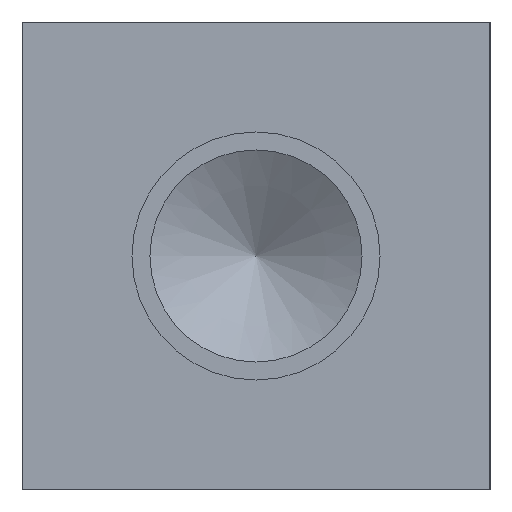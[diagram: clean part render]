
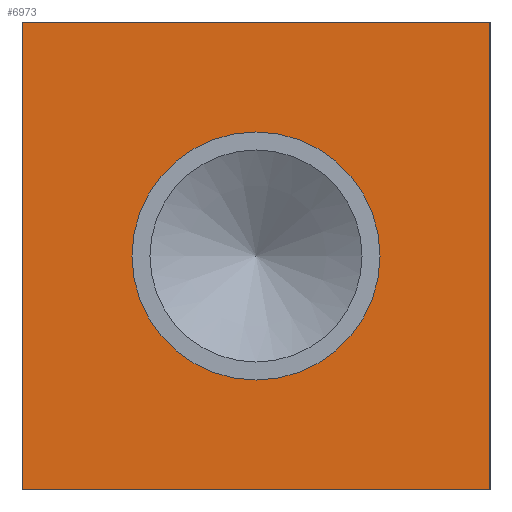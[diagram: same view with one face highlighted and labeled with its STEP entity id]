
A CAD part, left-side view. The second image highlights one B-rep face of the part: STEP entity #6973.
In plain terms, the highlighted planar face has unit normal (-1, 0, 0).
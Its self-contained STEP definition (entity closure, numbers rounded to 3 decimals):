
#124=CIRCLE('',#7309,13.462);
#125=CIRCLE('',#7310,13.462);
#171=FACE_BOUND('',#1143,.T.);
#389=PLANE('',#7312);
#743=FACE_OUTER_BOUND('',#1142,.T.);
#1142=EDGE_LOOP('',(#6180,#6181,#6182,#6183));
#1143=EDGE_LOOP('',(#6184,#6185));
#1403=LINE('',#10834,#2066);
#1814=LINE('',#11979,#2477);
#1815=LINE('',#11980,#2478);
#1816=LINE('',#11981,#2479);
#2066=VECTOR('',#7680,10.);
#2477=VECTOR('',#8615,10.);
#2478=VECTOR('',#8616,10.);
#2479=VECTOR('',#8617,10.);
#2995=VERTEX_POINT('',#10827);
#2998=VERTEX_POINT('',#10832);
#3339=VERTEX_POINT('',#11969);
#3340=VERTEX_POINT('',#11970);
#3341=VERTEX_POINT('',#11977);
#3342=VERTEX_POINT('',#11978);
#3789=EDGE_CURVE('',#2998,#2995,#1403,.T.);
#4291=EDGE_CURVE('',#3339,#3340,#124,.T.);
#4292=EDGE_CURVE('',#3340,#3339,#125,.T.);
#4295=EDGE_CURVE('',#3341,#3342,#1814,.T.);
#4296=EDGE_CURVE('',#3342,#2995,#1815,.T.);
#4297=EDGE_CURVE('',#3341,#2998,#1816,.T.);
#6180=ORIENTED_EDGE('',*,*,#4295,.T.);
#6181=ORIENTED_EDGE('',*,*,#4296,.T.);
#6182=ORIENTED_EDGE('',*,*,#3789,.F.);
#6183=ORIENTED_EDGE('',*,*,#4297,.F.);
#6184=ORIENTED_EDGE('',*,*,#4291,.T.);
#6185=ORIENTED_EDGE('',*,*,#4292,.T.);
#6973=ADVANCED_FACE('',(#743,#171),#389,.T.);
#7309=AXIS2_PLACEMENT_3D('',#11971,#8605,#8606);
#7310=AXIS2_PLACEMENT_3D('',#11972,#8607,#8608);
#7312=AXIS2_PLACEMENT_3D('',#11976,#8613,#8614);
#7680=DIRECTION('',(0.,-1.,0.));
#8605=DIRECTION('center_axis',(1.,0.,0.));
#8606=DIRECTION('ref_axis',(0.,1.,0.));
#8607=DIRECTION('center_axis',(1.,0.,0.));
#8608=DIRECTION('ref_axis',(0.,1.,0.));
#8613=DIRECTION('center_axis',(-1.,0.,0.));
#8614=DIRECTION('ref_axis',(0.,-1.,0.));
#8615=DIRECTION('',(0.,-1.,0.));
#8616=DIRECTION('',(0.,0.,1.));
#8617=DIRECTION('',(0.,0.,1.));
#10827=CARTESIAN_POINT('',(0.,0.,50.8));
#10832=CARTESIAN_POINT('',(0.,50.8,50.8));
#10834=CARTESIAN_POINT('',(0.,50.8,50.8));
#11969=CARTESIAN_POINT('',(0.,38.862,25.4));
#11970=CARTESIAN_POINT('',(0.,11.938,25.4));
#11971=CARTESIAN_POINT('Origin',(0.,25.4,25.4));
#11972=CARTESIAN_POINT('Origin',(0.,25.4,25.4));
#11976=CARTESIAN_POINT('Origin',(0.,50.8,0.));
#11977=CARTESIAN_POINT('',(0.,50.8,0.));
#11978=CARTESIAN_POINT('',(0.,0.,0.));
#11979=CARTESIAN_POINT('',(0.,50.8,0.));
#11980=CARTESIAN_POINT('',(0.,0.,0.));
#11981=CARTESIAN_POINT('',(0.,50.8,0.));
